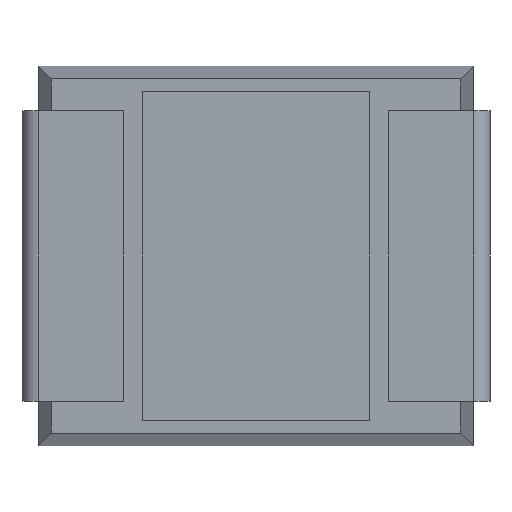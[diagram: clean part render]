
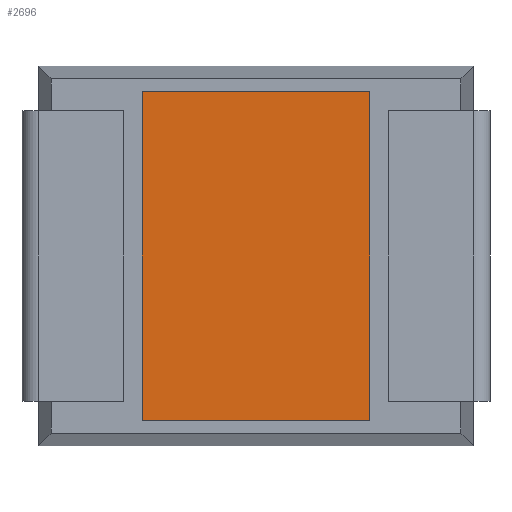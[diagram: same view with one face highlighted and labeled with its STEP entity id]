
A CAD part, front view. The second image highlights one B-rep face of the part: STEP entity #2696.
In plain terms, the highlighted planar face has unit normal (0, -1, 0).
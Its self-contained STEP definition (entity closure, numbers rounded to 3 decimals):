
#14 = CARTESIAN_POINT ( 'NONE',  ( 0., -0.05, 0. ) ) ;
#435 = VECTOR ( 'NONE', #472, 1000. ) ;
#448 = VERTEX_POINT ( 'NONE', #632 ) ;
#472 = DIRECTION ( 'NONE',  ( 0., 0., 1. ) ) ;
#632 = CARTESIAN_POINT ( 'NONE',  ( 2.62, -0.05, -2.8 ) ) ;
#668 = EDGE_CURVE ( 'NONE', #2714, #448, #4115, .T. ) ;
#745 = DIRECTION ( 'NONE',  ( 1., 0., 0. ) ) ;
#779 = DIRECTION ( 'NONE',  ( -1., 0., 0. ) ) ;
#1263 = CARTESIAN_POINT ( 'NONE',  ( 0.82, -0.05, -2.8 ) ) ;
#1416 = DIRECTION ( 'NONE',  ( 0., 0., -1. ) ) ;
#1417 = FACE_OUTER_BOUND ( 'NONE', #3570, .T. ) ;
#1502 = VERTEX_POINT ( 'NONE', #2577 ) ;
#1526 = ORIENTED_EDGE ( 'NONE', *, *, #2451, .T. ) ;
#1608 = EDGE_CURVE ( 'NONE', #448, #1502, #1686, .T. ) ;
#1642 = EDGE_CURVE ( 'NONE', #3538, #2714, #2350, .T. ) ;
#1686 = LINE ( 'NONE', #2689, #435 ) ;
#1969 = ORIENTED_EDGE ( 'NONE', *, *, #1642, .T. ) ;
#1976 = CARTESIAN_POINT ( 'NONE',  ( 0.82, -0.05, -0.2 ) ) ;
#2193 = AXIS2_PLACEMENT_3D ( 'NONE', #14, #3160, #2528 ) ;
#2223 = PLANE ( 'NONE',  #2193 ) ;
#2259 = VECTOR ( 'NONE', #1416, 1000. ) ;
#2350 = LINE ( 'NONE', #3662, #2259 ) ;
#2383 = LINE ( 'NONE', #3044, #3721 ) ;
#2451 = EDGE_CURVE ( 'NONE', #1502, #3538, #2383, .T. ) ;
#2528 = DIRECTION ( 'NONE',  ( 0., 0., -1. ) ) ;
#2577 = CARTESIAN_POINT ( 'NONE',  ( 2.62, -0.05, -0.2 ) ) ;
#2664 = CARTESIAN_POINT ( 'NONE',  ( 0.82, -0.05, -2.8 ) ) ;
#2689 = CARTESIAN_POINT ( 'NONE',  ( 2.62, -0.05, -0.2 ) ) ;
#2696 = ADVANCED_FACE ( 'NONE', ( #1417 ), #2223, .T. ) ;
#2714 = VERTEX_POINT ( 'NONE', #1263 ) ;
#3044 = CARTESIAN_POINT ( 'NONE',  ( 0.82, -0.05, -0.2 ) ) ;
#3160 = DIRECTION ( 'NONE',  ( 0., -1., 0. ) ) ;
#3167 = VECTOR ( 'NONE', #745, 1000. ) ;
#3538 = VERTEX_POINT ( 'NONE', #1976 ) ;
#3570 = EDGE_LOOP ( 'NONE', ( #1969, #4090, #3753, #1526 ) ) ;
#3662 = CARTESIAN_POINT ( 'NONE',  ( 0.82, -0.05, -0.2 ) ) ;
#3721 = VECTOR ( 'NONE', #779, 1000. ) ;
#3753 = ORIENTED_EDGE ( 'NONE', *, *, #1608, .T. ) ;
#4090 = ORIENTED_EDGE ( 'NONE', *, *, #668, .T. ) ;
#4115 = LINE ( 'NONE', #2664, #3167 ) ;
